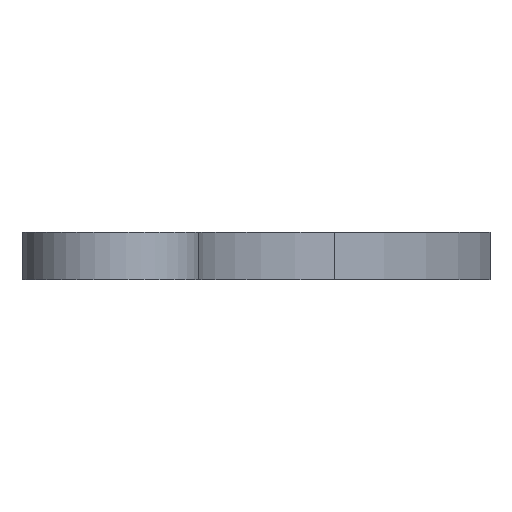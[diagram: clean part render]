
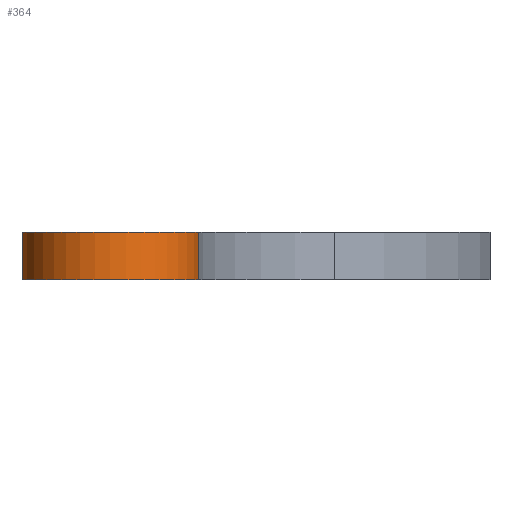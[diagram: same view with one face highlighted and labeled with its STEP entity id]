
A CAD part, front view. The second image highlights one B-rep face of the part: STEP entity #364.
In plain terms, the highlighted cylindrical face has radius 7.5 mm (diameter 15 mm), a partial arc.
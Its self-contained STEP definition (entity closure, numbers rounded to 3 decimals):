
#71 = ORIENTED_EDGE ( 'NONE', *, *, #637, .T. ) ;
#83 = VERTEX_POINT ( 'NONE', #1020 ) ;
#133 = CYLINDRICAL_SURFACE ( 'NONE', #493, 7.5 ) ;
#150 = DIRECTION ( 'NONE',  ( 0., 0., -1. ) ) ;
#163 = DIRECTION ( 'NONE',  ( 0., 0., 1. ) ) ;
#165 = CARTESIAN_POINT ( 'NONE',  ( -7.5, 0., 4. ) ) ;
#195 = DIRECTION ( 'NONE',  ( 0., 0., -1. ) ) ;
#243 = CARTESIAN_POINT ( 'NONE',  ( 0., 0., 0. ) ) ;
#245 = EDGE_LOOP ( 'NONE', ( #1035, #519, #336, #71 ) ) ;
#276 = LINE ( 'NONE', #466, #695 ) ;
#331 = CARTESIAN_POINT ( 'NONE',  ( 7.5, 0., 4. ) ) ;
#333 = DIRECTION ( 'NONE',  ( 1., 0., 0. ) ) ;
#336 = ORIENTED_EDGE ( 'NONE', *, *, #1016, .F. ) ;
#364 = ADVANCED_FACE ( 'NONE', ( #1033 ), #133, .T. ) ;
#365 = CIRCLE ( 'NONE', #781, 7.5 ) ;
#430 = CARTESIAN_POINT ( 'NONE',  ( -7.5, 0., 0. ) ) ;
#432 = DIRECTION ( 'NONE',  ( 0., 0., 1. ) ) ;
#466 = CARTESIAN_POINT ( 'NONE',  ( -7.5, 0., 4. ) ) ;
#469 = VERTEX_POINT ( 'NONE', #430 ) ;
#493 = AXIS2_PLACEMENT_3D ( 'NONE', #850, #930, #601 ) ;
#512 = AXIS2_PLACEMENT_3D ( 'NONE', #1002, #432, #1093 ) ;
#519 = ORIENTED_EDGE ( 'NONE', *, *, #859, .F. ) ;
#601 = DIRECTION ( 'NONE',  ( -1., 0., 0. ) ) ;
#637 = EDGE_CURVE ( 'NONE', #1069, #469, #276, .T. ) ;
#695 = VECTOR ( 'NONE', #195, 1000. ) ;
#726 = VECTOR ( 'NONE', #150, 1000. ) ;
#781 = AXIS2_PLACEMENT_3D ( 'NONE', #243, #163, #333 ) ;
#791 = EDGE_CURVE ( 'NONE', #469, #1013, #365, .T. ) ;
#830 = CIRCLE ( 'NONE', #512, 7.5 ) ;
#850 = CARTESIAN_POINT ( 'NONE',  ( 0., 0., 4. ) ) ;
#859 = EDGE_CURVE ( 'NONE', #83, #1013, #947, .T. ) ;
#930 = DIRECTION ( 'NONE',  ( 0., 0., -1. ) ) ;
#947 = LINE ( 'NONE', #331, #726 ) ;
#992 = CARTESIAN_POINT ( 'NONE',  ( 7.5, 0., 0. ) ) ;
#1002 = CARTESIAN_POINT ( 'NONE',  ( 0., 0., 4. ) ) ;
#1013 = VERTEX_POINT ( 'NONE', #992 ) ;
#1016 = EDGE_CURVE ( 'NONE', #1069, #83, #830, .T. ) ;
#1020 = CARTESIAN_POINT ( 'NONE',  ( 7.5, 0., 4. ) ) ;
#1033 = FACE_OUTER_BOUND ( 'NONE', #245, .T. ) ;
#1035 = ORIENTED_EDGE ( 'NONE', *, *, #791, .T. ) ;
#1069 = VERTEX_POINT ( 'NONE', #165 ) ;
#1093 = DIRECTION ( 'NONE',  ( 1., 0., 0. ) ) ;
